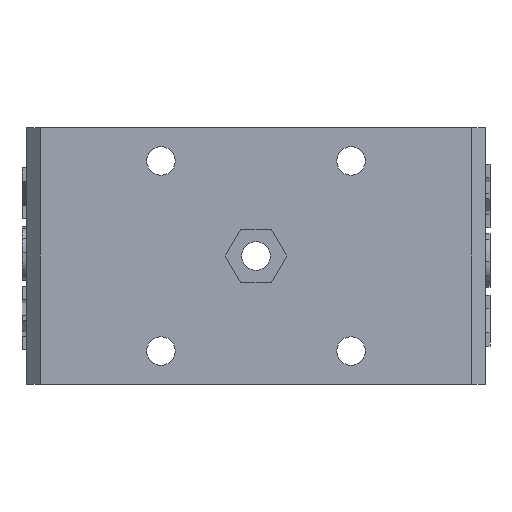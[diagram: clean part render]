
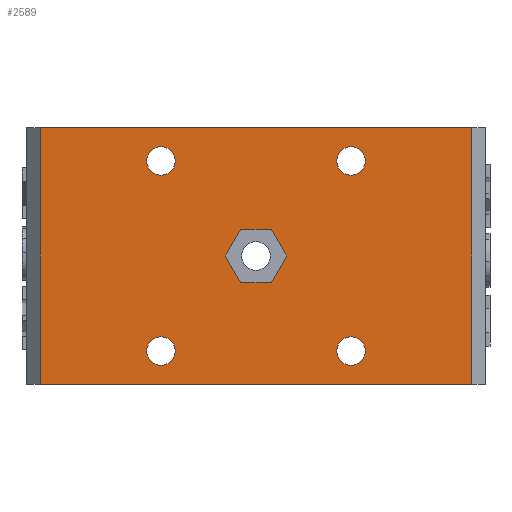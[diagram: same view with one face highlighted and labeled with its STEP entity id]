
A CAD part, front view. The second image highlights one B-rep face of the part: STEP entity #2589.
In plain terms, the highlighted planar face has unit normal (0, -1, 0).
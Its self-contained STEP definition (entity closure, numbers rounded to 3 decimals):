
#42=FACE_BOUND('',#457,.T.);
#43=FACE_BOUND('',#458,.T.);
#44=FACE_BOUND('',#459,.T.);
#45=FACE_BOUND('',#460,.T.);
#46=FACE_BOUND('',#461,.T.);
#67=CIRCLE('',#2717,1.5);
#68=CIRCLE('',#2719,1.5);
#69=CIRCLE('',#2721,1.5);
#70=CIRCLE('',#2723,1.5);
#306=FACE_OUTER_BOUND('',#456,.T.);
#456=EDGE_LOOP('',(#2353,#2354,#2355,#2356));
#457=EDGE_LOOP('',(#2357,#2358,#2359,#2360,#2361,#2362));
#458=EDGE_LOOP('',(#2363));
#459=EDGE_LOOP('',(#2364));
#460=EDGE_LOOP('',(#2365));
#461=EDGE_LOOP('',(#2366));
#658=LINE('',#4371,#935);
#662=LINE('',#4379,#939);
#665=LINE('',#4385,#942);
#668=LINE('',#4391,#945);
#671=LINE('',#4397,#948);
#674=LINE('',#4402,#951);
#710=LINE('',#4491,#987);
#726=LINE('',#4524,#1003);
#736=LINE('',#4575,#1013);
#737=LINE('',#4577,#1014);
#935=VECTOR('',#3048,10.);
#939=VECTOR('',#3054,10.);
#942=VECTOR('',#3059,10.);
#945=VECTOR('',#3064,10.);
#948=VECTOR('',#3069,10.);
#951=VECTOR('',#3074,10.);
#987=VECTOR('',#3154,10.);
#1003=VECTOR('',#3180,10.);
#1013=VECTOR('',#3246,10.);
#1014=VECTOR('',#3249,10.);
#1192=VERTEX_POINT('',#4369);
#1193=VERTEX_POINT('',#4370);
#1196=VERTEX_POINT('',#4378);
#1198=VERTEX_POINT('',#4384);
#1200=VERTEX_POINT('',#4390);
#1202=VERTEX_POINT('',#4396);
#1233=VERTEX_POINT('',#4487);
#1234=VERTEX_POINT('',#4489);
#1245=VERTEX_POINT('',#4521);
#1246=VERTEX_POINT('',#4523);
#1256=VERTEX_POINT('',#4559);
#1257=VERTEX_POINT('',#4563);
#1258=VERTEX_POINT('',#4567);
#1259=VERTEX_POINT('',#4571);
#1524=EDGE_CURVE('',#1192,#1193,#658,.T.);
#1528=EDGE_CURVE('',#1196,#1192,#662,.T.);
#1531=EDGE_CURVE('',#1198,#1196,#665,.T.);
#1534=EDGE_CURVE('',#1200,#1198,#668,.T.);
#1537=EDGE_CURVE('',#1202,#1200,#671,.T.);
#1540=EDGE_CURVE('',#1193,#1202,#674,.T.);
#1585=EDGE_CURVE('',#1234,#1233,#710,.T.);
#1601=EDGE_CURVE('',#1245,#1246,#726,.T.);
#1618=EDGE_CURVE('',#1256,#1256,#67,.T.);
#1620=EDGE_CURVE('',#1257,#1257,#68,.T.);
#1622=EDGE_CURVE('',#1258,#1258,#69,.T.);
#1624=EDGE_CURVE('',#1259,#1259,#70,.T.);
#1626=EDGE_CURVE('',#1234,#1246,#736,.T.);
#1627=EDGE_CURVE('',#1233,#1245,#737,.T.);
#2353=ORIENTED_EDGE('',*,*,#1585,.F.);
#2354=ORIENTED_EDGE('',*,*,#1626,.T.);
#2355=ORIENTED_EDGE('',*,*,#1601,.F.);
#2356=ORIENTED_EDGE('',*,*,#1627,.F.);
#2357=ORIENTED_EDGE('',*,*,#1524,.T.);
#2358=ORIENTED_EDGE('',*,*,#1540,.T.);
#2359=ORIENTED_EDGE('',*,*,#1537,.T.);
#2360=ORIENTED_EDGE('',*,*,#1534,.T.);
#2361=ORIENTED_EDGE('',*,*,#1531,.T.);
#2362=ORIENTED_EDGE('',*,*,#1528,.T.);
#2363=ORIENTED_EDGE('',*,*,#1624,.F.);
#2364=ORIENTED_EDGE('',*,*,#1622,.F.);
#2365=ORIENTED_EDGE('',*,*,#1620,.F.);
#2366=ORIENTED_EDGE('',*,*,#1618,.F.);
#2455=PLANE('',#2727);
#2589=ADVANCED_FACE('',(#306,#42,#43,#44,#45,#46),#2455,.F.);
#2717=AXIS2_PLACEMENT_3D('',#4560,#3226,#3227);
#2719=AXIS2_PLACEMENT_3D('',#4564,#3231,#3232);
#2721=AXIS2_PLACEMENT_3D('',#4568,#3236,#3237);
#2723=AXIS2_PLACEMENT_3D('',#4572,#3241,#3242);
#2727=AXIS2_PLACEMENT_3D('',#4580,#3253,#3254);
#3048=DIRECTION('',(-0.5,0.,-0.866));
#3054=DIRECTION('',(0.5,0.,-0.866));
#3059=DIRECTION('',(1.,0.,0.));
#3064=DIRECTION('',(0.5,0.,0.866));
#3069=DIRECTION('',(-0.5,0.,0.866));
#3074=DIRECTION('',(-1.,0.,0.));
#3154=DIRECTION('',(0.,0.,1.));
#3180=DIRECTION('',(0.,0.,-1.));
#3226=DIRECTION('center_axis',(0.,-1.,0.));
#3227=DIRECTION('ref_axis',(-1.,0.,0.));
#3231=DIRECTION('center_axis',(0.,-1.,0.));
#3232=DIRECTION('ref_axis',(-1.,0.,0.));
#3236=DIRECTION('center_axis',(0.,-1.,0.));
#3237=DIRECTION('ref_axis',(-1.,0.,0.));
#3241=DIRECTION('center_axis',(0.,-1.,0.));
#3242=DIRECTION('ref_axis',(-1.,0.,0.));
#3246=DIRECTION('',(1.,0.,0.));
#3249=DIRECTION('',(1.,0.,0.));
#3253=DIRECTION('center_axis',(0.,1.,0.));
#3254=DIRECTION('ref_axis',(-1.,0.,0.));
#4369=CARTESIAN_POINT('',(3.233,13.,0.));
#4370=CARTESIAN_POINT('',(1.617,13.,-2.8));
#4371=CARTESIAN_POINT('',(2.829,13.,-0.7));
#4378=CARTESIAN_POINT('',(1.617,13.,2.8));
#4379=CARTESIAN_POINT('',(2.021,13.,2.1));
#4384=CARTESIAN_POINT('',(-1.616,13.,2.8));
#4385=CARTESIAN_POINT('',(-0.808,13.,2.8));
#4390=CARTESIAN_POINT('',(-3.233,13.,0.));
#4391=CARTESIAN_POINT('',(-2.829,13.,0.7));
#4396=CARTESIAN_POINT('',(-1.616,13.,-2.8));
#4397=CARTESIAN_POINT('',(-2.021,13.,-2.1));
#4402=CARTESIAN_POINT('',(0.808,13.,-2.8));
#4487=CARTESIAN_POINT('',(-22.7,13.,13.5));
#4489=CARTESIAN_POINT('',(-22.7,13.,-13.5));
#4491=CARTESIAN_POINT('',(-22.7,13.,-13.5));
#4521=CARTESIAN_POINT('',(22.7,13.,13.5));
#4523=CARTESIAN_POINT('',(22.7,13.,-13.5));
#4524=CARTESIAN_POINT('',(22.7,13.,13.5));
#4559=CARTESIAN_POINT('',(-8.5,13.,10.));
#4560=CARTESIAN_POINT('Origin',(-10.,13.,10.));
#4563=CARTESIAN_POINT('',(-8.5,13.,-10.));
#4564=CARTESIAN_POINT('Origin',(-10.,13.,-10.));
#4567=CARTESIAN_POINT('',(11.5,13.,10.));
#4568=CARTESIAN_POINT('Origin',(10.,13.,10.));
#4571=CARTESIAN_POINT('',(11.5,13.,-10.));
#4572=CARTESIAN_POINT('Origin',(10.,13.,-10.));
#4575=CARTESIAN_POINT('',(-22.7,13.,-13.5));
#4577=CARTESIAN_POINT('',(-22.7,13.,13.5));
#4580=CARTESIAN_POINT('Origin',(0.,13.,0.));
